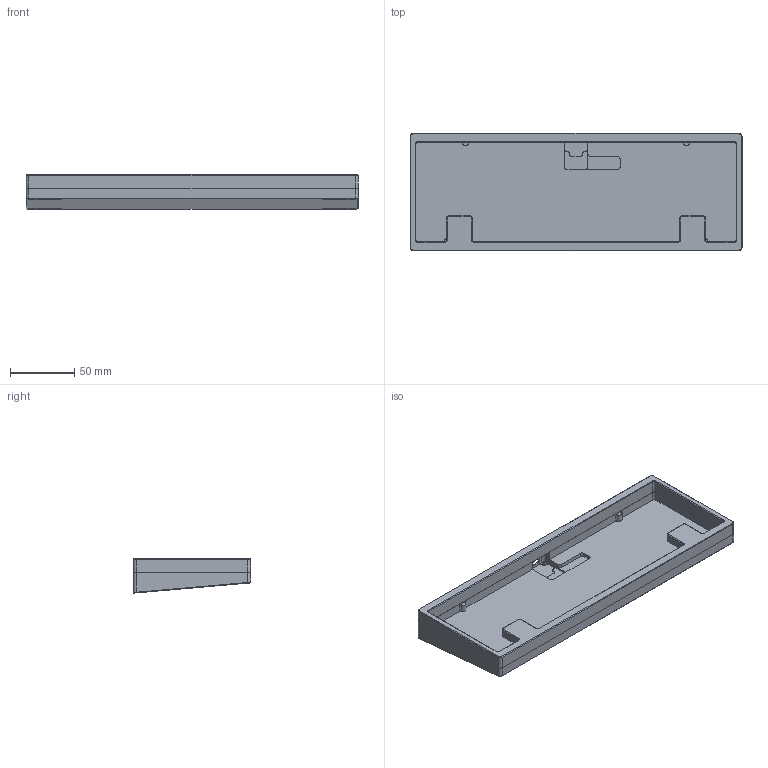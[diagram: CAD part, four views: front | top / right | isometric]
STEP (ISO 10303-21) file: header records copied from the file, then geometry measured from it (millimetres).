
FILE_DESCRIPTION(/* description */ (''),/* implementation_level */ '2;1');
FILE_NAME(/* name */ 'QS-13G v4.step',/* time_stamp */ '2022-04-28T01:41:20-05:00',/* author */ (''),/* organization */ (''),/* preprocessor_version */ 'ST-DEVELOPER v18.1',/* originating_system */ 'Autodesk Translation Framework v10.14.0.1471',/* authorisation */ '');
FILE_SCHEMA (('AUTOMOTIVE_DESIGN { 1 0 10303 214 3 1 1 }'));
Length unit declared in the file: millimetre
Products named in the file (1): QS-13G
Bounding box: 257.6 x 91.15 x 26.52 mm (x, y, z)
Volume: 190946.6 mm3; surface area: 85693.9 mm2
Topology: 2 solids, 2 shells, 221 faces, 566 edges, 364 vertices
Faces by surface type: plane 108, cylinder 89, cone 16, bspline 8
Full cylindrical faces by diameter (mm): 1.623 x2, 2.075 x4, 2.9 x4, 4.7 x4
Entity records: 6878 total; most frequent: CARTESIAN_POINT 1344, DIRECTION 1168, ORIENTED_EDGE 1132, EDGE_CURVE 566, AXIS2_PLACEMENT_3D 404, VERTEX_POINT 364, LINE 360, VECTOR 360
